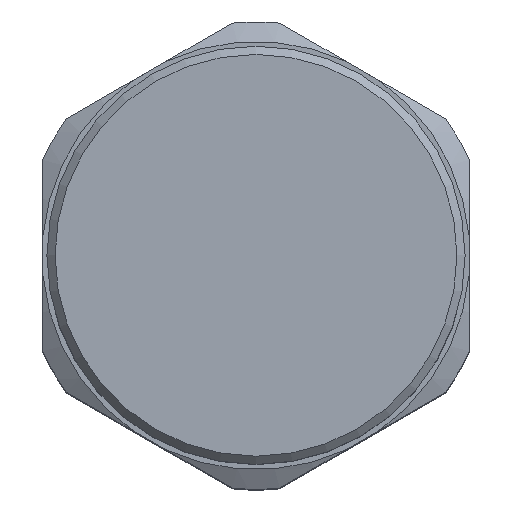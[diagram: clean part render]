
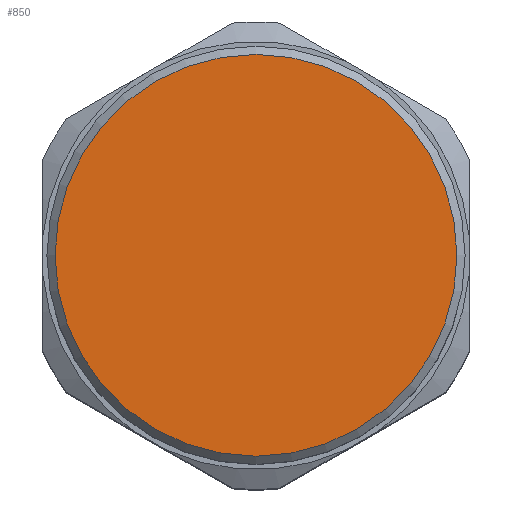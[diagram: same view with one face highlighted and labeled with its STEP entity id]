
A CAD part, top view. The second image highlights one B-rep face of the part: STEP entity #850.
In plain terms, the highlighted planar face has unit normal (0, 0, 1).
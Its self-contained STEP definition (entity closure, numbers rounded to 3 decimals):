
#205=CARTESIAN_POINT('',(12.25,0.,38.));
#206=VERTEX_POINT('',#205);
#207=CARTESIAN_POINT('',(0.,0.,38.));
#208=DIRECTION('',(0.0,0.0,-1.0));
#209=DIRECTION('',(-1.0,0.0,0.0));
#210=AXIS2_PLACEMENT_3D('',#207,#208,#209);
#211=CIRCLE('',#210,12.25);
#212=EDGE_CURVE('',#206,#206,#211,.T.);
#842=CARTESIAN_POINT('',(0.,0.0,38.0));
#843=DIRECTION('',(0.0,0.0,-1.0));
#844=DIRECTION('',(-0.972,-0.233,0.0));
#845=AXIS2_PLACEMENT_3D('',#842,#843,#844);
#846=PLANE('',#845);
#847=ORIENTED_EDGE('',*,*,#212,.F.);
#848=EDGE_LOOP('',(#847));
#849=FACE_OUTER_BOUND('',#848,.T.);
#850=ADVANCED_FACE('',(#849),#846,.F.);
